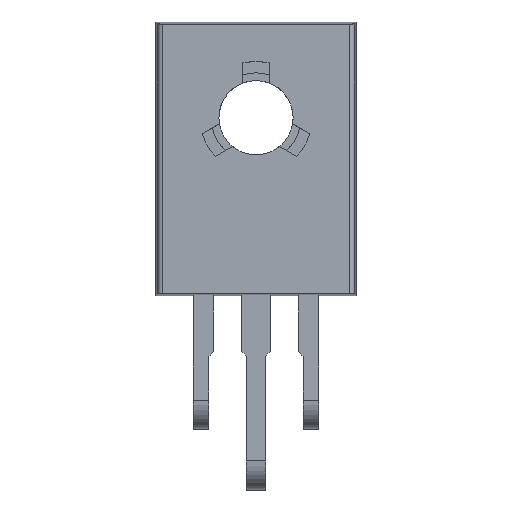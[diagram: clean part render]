
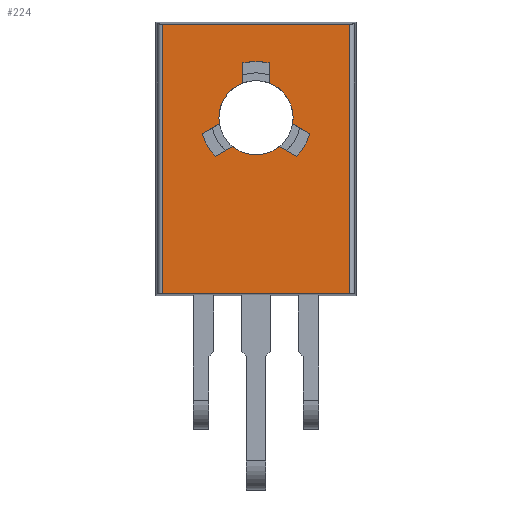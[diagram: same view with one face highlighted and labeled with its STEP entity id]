
A CAD part, top view. The second image highlights one B-rep face of the part: STEP entity #224.
In plain terms, the highlighted planar face has unit normal (0, 0, 1).
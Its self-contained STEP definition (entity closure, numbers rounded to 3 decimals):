
#224=ADVANCED_FACE('',(#1099,#1101),#1103,.T.);
#1099=FACE_BOUND('',#1100,.T.);
#1100=EDGE_LOOP('',(#1795,#1796,#1797,#1798));
#1101=FACE_BOUND('',#1102,.T.);
#1102=EDGE_LOOP('',(#1799,#1800,#1801,#1802,#1803,#1804,#1805,#1806,#1807,#1808,
#1809,#1810,#1811));
#1103=PLANE('',#1104);
#1104=AXIS2_PLACEMENT_3D('',#1105,#1106,#1107);
#1105=CARTESIAN_POINT('',(0.,0.,3.04));
#1106=DIRECTION('',(0.,0.,1.));
#1107=DIRECTION('',(1.,0.,0.));
#1795=ORIENTED_EDGE('',*,*,#2249,.T.);
#1796=ORIENTED_EDGE('',*,*,#2250,.T.);
#1797=ORIENTED_EDGE('',*,*,#2251,.T.);
#1798=ORIENTED_EDGE('',*,*,#2252,.T.);
#1799=ORIENTED_EDGE('',*,*,#2253,.T.);
#1800=ORIENTED_EDGE('',*,*,#2235,.T.);
#1801=ORIENTED_EDGE('',*,*,#2247,.T.);
#1802=ORIENTED_EDGE('',*,*,#2254,.T.);
#1803=ORIENTED_EDGE('',*,*,#2255,.T.);
#1804=ORIENTED_EDGE('',*,*,#2256,.T.);
#1805=ORIENTED_EDGE('',*,*,#2243,.T.);
#1806=ORIENTED_EDGE('',*,*,#2257,.T.);
#1807=ORIENTED_EDGE('',*,*,#2258,.T.);
#1808=ORIENTED_EDGE('',*,*,#2259,.T.);
#1809=ORIENTED_EDGE('',*,*,#2239,.T.);
#1810=ORIENTED_EDGE('',*,*,#2260,.T.);
#1811=ORIENTED_EDGE('',*,*,#2261,.T.);
#2235=EDGE_CURVE('',#2517,#2518,#2519,.F.);
#2239=EDGE_CURVE('',#2526,#2524,#2527,.F.);
#2243=EDGE_CURVE('',#2534,#2532,#2535,.F.);
#2247=EDGE_CURVE('',#2518,#2540,#2542,.F.);
#2249=EDGE_CURVE('',#2545,#2546,#2547,.T.);
#2250=EDGE_CURVE('',#2546,#2548,#2549,.T.);
#2251=EDGE_CURVE('',#2548,#2550,#2551,.T.);
#2252=EDGE_CURVE('',#2550,#2545,#2552,.T.);
#2253=EDGE_CURVE('',#2553,#2517,#2554,.F.);
#2254=EDGE_CURVE('',#2540,#2555,#2556,.F.);
#2255=EDGE_CURVE('',#2555,#2557,#2558,.F.);
#2256=EDGE_CURVE('',#2557,#2534,#2559,.F.);
#2257=EDGE_CURVE('',#2532,#2560,#2561,.F.);
#2258=EDGE_CURVE('',#2560,#2562,#2563,.F.);
#2259=EDGE_CURVE('',#2562,#2526,#2564,.F.);
#2260=EDGE_CURVE('',#2524,#2565,#2566,.F.);
#2261=EDGE_CURVE('',#2565,#2553,#2567,.F.);
#2517=VERTEX_POINT('',#3038);
#2518=VERTEX_POINT('',#3039);
#2519=CIRCLE('',#3040,1.55);
#2524=VERTEX_POINT('',#3053);
#2526=VERTEX_POINT('',#3057);
#2527=CIRCLE('',#3058,1.55);
#2532=VERTEX_POINT('',#3071);
#2534=VERTEX_POINT('',#3075);
#2535=CIRCLE('',#3076,1.55);
#2540=VERTEX_POINT('',#3089);
#2542=CIRCLE('',#3093,1.55);
#2545=VERTEX_POINT('',#3102);
#2546=VERTEX_POINT('',#3103);
#2547=LINE('',#3104,#3105);
#2548=VERTEX_POINT('',#3107);
#2549=LINE('',#3108,#3109);
#2550=VERTEX_POINT('',#3111);
#2551=LINE('',#3112,#3113);
#2552=LINE('',#3115,#3116);
#2553=VERTEX_POINT('',#3118);
#2554=LINE('',#3119,#3120);
#2555=VERTEX_POINT('',#3122);
#2556=LINE('',#3123,#3124);
#2557=VERTEX_POINT('',#3126);
#2558=CIRCLE('',#3127,2.35);
#2559=LINE('',#3131,#3132);
#2560=VERTEX_POINT('',#3134);
#2561=LINE('',#3135,#3136);
#2562=VERTEX_POINT('',#3138);
#2563=CIRCLE('',#3139,2.35);
#2564=LINE('',#3143,#3144);
#2565=VERTEX_POINT('',#3146);
#2566=LINE('',#3147,#3148);
#2567=CIRCLE('',#3150,2.35);
#3038=CARTESIAN_POINT('',(0.55,16.689,3.04));
#3039=CARTESIAN_POINT('',(1.55,15.24,3.04));
#3040=AXIS2_PLACEMENT_3D('',#3041,#3042,#3043);
#3041=CARTESIAN_POINT('',(0.,15.24,3.04));
#3042=DIRECTION('',(0.,0.,1.));
#3043=DIRECTION('',(1.,0.,0.));
#3053=CARTESIAN_POINT('',(-0.55,16.689,3.04));
#3057=CARTESIAN_POINT('',(-1.53,14.992,3.04));
#3058=AXIS2_PLACEMENT_3D('',#3059,#3060,#3061);
#3059=CARTESIAN_POINT('',(0.,15.24,3.04));
#3060=DIRECTION('',(0.,0.,1.));
#3061=DIRECTION('',(-0.355,0.935,0.));
#3071=CARTESIAN_POINT('',(-0.98,14.039,3.04));
#3075=CARTESIAN_POINT('',(0.98,14.039,3.04));
#3076=AXIS2_PLACEMENT_3D('',#3077,#3078,#3079);
#3077=CARTESIAN_POINT('',(0.,15.24,3.04));
#3078=DIRECTION('',(0.,0.,1.));
#3079=DIRECTION('',(-0.632,-0.775,0.));
#3089=CARTESIAN_POINT('',(1.53,14.992,3.04));
#3093=AXIS2_PLACEMENT_3D('',#3094,#3095,#3096);
#3094=CARTESIAN_POINT('',(0.,15.24,3.04));
#3095=DIRECTION('',(0.,0.,1.));
#3096=DIRECTION('',(0.987,-0.16,0.));
#3102=CARTESIAN_POINT('',(-3.912,19.151,3.04));
#3103=CARTESIAN_POINT('',(-3.912,7.899,3.04));
#3104=CARTESIAN_POINT('',(-3.912,19.151,3.04));
#3105=VECTOR('',#3106,1.);
#3106=DIRECTION('',(0.,-1.,0.));
#3107=CARTESIAN_POINT('',(3.912,7.899,3.04));
#3108=CARTESIAN_POINT('',(-3.912,7.899,3.04));
#3109=VECTOR('',#3110,1.);
#3110=DIRECTION('',(1.,0.,0.));
#3111=CARTESIAN_POINT('',(3.912,19.151,3.04));
#3112=CARTESIAN_POINT('',(3.912,7.899,3.04));
#3113=VECTOR('',#3114,1.);
#3114=DIRECTION('',(0.,1.,0.));
#3115=CARTESIAN_POINT('',(3.912,19.151,3.04));
#3116=VECTOR('',#3117,1.);
#3117=DIRECTION('',(-1.,0.,0.));
#3118=CARTESIAN_POINT('',(0.55,17.525,3.04));
#3119=CARTESIAN_POINT('',(0.55,16.689,3.04));
#3120=VECTOR('',#3121,1.);
#3121=DIRECTION('',(0.,1.,0.));
#3122=CARTESIAN_POINT('',(2.254,14.574,3.04));
#3123=CARTESIAN_POINT('',(2.254,14.574,3.04));
#3124=VECTOR('',#3125,1.);
#3125=DIRECTION('',(-0.866,0.5,0.));
#3126=CARTESIAN_POINT('',(1.704,13.621,3.04));
#3127=AXIS2_PLACEMENT_3D('',#3128,#3129,#3130);
#3128=CARTESIAN_POINT('',(0.,15.24,3.04));
#3129=DIRECTION('',(-0.,0.,1.));
#3130=DIRECTION('',(0.725,-0.689,0.));
#3131=CARTESIAN_POINT('',(0.98,14.039,3.04));
#3132=VECTOR('',#3133,1.);
#3133=DIRECTION('',(0.866,-0.5,0.));
#3134=CARTESIAN_POINT('',(-1.704,13.621,3.04));
#3135=CARTESIAN_POINT('',(-1.704,13.621,3.04));
#3136=VECTOR('',#3137,1.);
#3137=DIRECTION('',(0.866,0.5,0.));
#3138=CARTESIAN_POINT('',(-2.254,14.574,3.04));
#3139=AXIS2_PLACEMENT_3D('',#3140,#3141,#3142);
#3140=CARTESIAN_POINT('',(0.,15.24,3.04));
#3141=DIRECTION('',(-0.,0.,1.));
#3142=DIRECTION('',(-0.959,-0.283,0.));
#3143=CARTESIAN_POINT('',(-1.53,14.992,3.04));
#3144=VECTOR('',#3145,1.);
#3145=DIRECTION('',(-0.866,-0.5,0.));
#3146=CARTESIAN_POINT('',(-0.55,17.525,3.04));
#3147=CARTESIAN_POINT('',(-0.55,17.525,3.04));
#3148=VECTOR('',#3149,1.);
#3149=DIRECTION('',(0.,-1.,0.));
#3150=AXIS2_PLACEMENT_3D('',#3151,#3152,#3153);
#3151=CARTESIAN_POINT('',(0.,15.24,3.04));
#3152=DIRECTION('',(0.,-0.,1.));
#3153=DIRECTION('',(0.234,0.972,0.));
